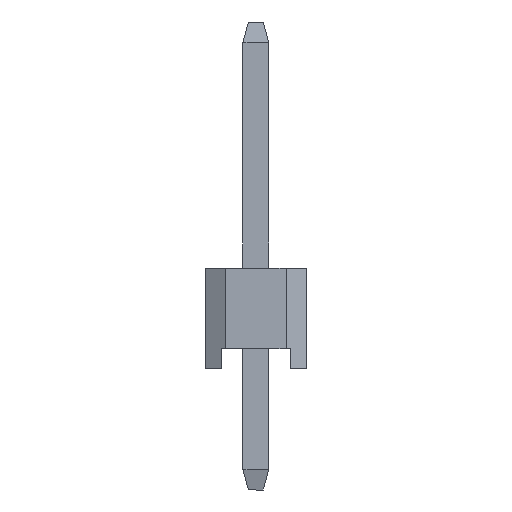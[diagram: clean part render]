
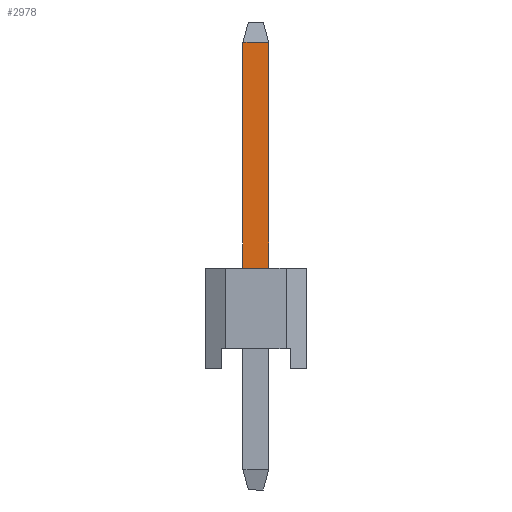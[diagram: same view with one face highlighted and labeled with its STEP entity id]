
A CAD part, left-side view. The second image highlights one B-rep face of the part: STEP entity #2978.
In plain terms, the highlighted planar face has unit normal (-1, 0, 0).
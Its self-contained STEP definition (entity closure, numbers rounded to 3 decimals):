
#152 = LINE ( 'NONE', #4813, #5773 ) ;
#169 = LINE ( 'NONE', #10282, #13546 ) ;
#1408 = CARTESIAN_POINT ( 'NONE',  ( -0.32, 0.32, 5. ) ) ;
#1870 = DIRECTION ( 'NONE',  ( -1., 0., 0. ) ) ;
#2785 = LINE ( 'NONE', #9767, #17209 ) ;
#2978 = ADVANCED_FACE ( 'NONE', ( #16371 ), #3265, .T. ) ;
#3265 = PLANE ( 'NONE',  #14022 ) ;
#3517 = VERTEX_POINT ( 'NONE', #14172 ) ;
#3861 = ORIENTED_EDGE ( 'NONE', *, *, #17685, .T. ) ;
#4441 = EDGE_CURVE ( 'NONE', #11882, #5825, #152, .T. ) ;
#4444 = DIRECTION ( 'NONE',  ( 0., 1., 0. ) ) ;
#4813 = CARTESIAN_POINT ( 'NONE',  ( -0.32, 0.32, -6.1 ) ) ;
#5773 = VECTOR ( 'NONE', #10541, 1000. ) ;
#5825 = VERTEX_POINT ( 'NONE', #1408 ) ;
#6145 = ORIENTED_EDGE ( 'NONE', *, *, #4441, .F. ) ;
#6890 = CARTESIAN_POINT ( 'NONE',  ( -0.32, -0.32, 5. ) ) ;
#7714 = ORIENTED_EDGE ( 'NONE', *, *, #9332, .T. ) ;
#8216 = DIRECTION ( 'NONE',  ( 0., 1., 0. ) ) ;
#8971 = CARTESIAN_POINT ( 'NONE',  ( -0.32, -0.32, -6.1 ) ) ;
#9332 = EDGE_CURVE ( 'NONE', #11358, #5825, #15707, .T. ) ;
#9441 = EDGE_CURVE ( 'NONE', #3517, #11882, #169, .T. ) ;
#9684 = DIRECTION ( 'NONE',  ( 0., 0., 1. ) ) ;
#9767 = CARTESIAN_POINT ( 'NONE',  ( -0.32, -0.32, -6.1 ) ) ;
#10282 = CARTESIAN_POINT ( 'NONE',  ( -0.32, 0., -0.6 ) ) ;
#10541 = DIRECTION ( 'NONE',  ( 0., 0., 1. ) ) ;
#11358 = VERTEX_POINT ( 'NONE', #11889 ) ;
#11882 = VERTEX_POINT ( 'NONE', #12957 ) ;
#11889 = CARTESIAN_POINT ( 'NONE',  ( -0.32, -0.32, 5. ) ) ;
#12957 = CARTESIAN_POINT ( 'NONE',  ( -0.32, 0.32, -0.6 ) ) ;
#13310 = DIRECTION ( 'NONE',  ( 0., 0., -1. ) ) ;
#13546 = VECTOR ( 'NONE', #4444, 1000. ) ;
#14022 = AXIS2_PLACEMENT_3D ( 'NONE', #8971, #1870, #13310 ) ;
#14172 = CARTESIAN_POINT ( 'NONE',  ( -0.32, -0.32, -0.6 ) ) ;
#14302 = ORIENTED_EDGE ( 'NONE', *, *, #9441, .F. ) ;
#14449 = VECTOR ( 'NONE', #8216, 1000. ) ;
#14805 = EDGE_LOOP ( 'NONE', ( #3861, #7714, #6145, #14302 ) ) ;
#15707 = LINE ( 'NONE', #6890, #14449 ) ;
#16371 = FACE_OUTER_BOUND ( 'NONE', #14805, .T. ) ;
#17209 = VECTOR ( 'NONE', #9684, 1000. ) ;
#17685 = EDGE_CURVE ( 'NONE', #3517, #11358, #2785, .T. ) ;
